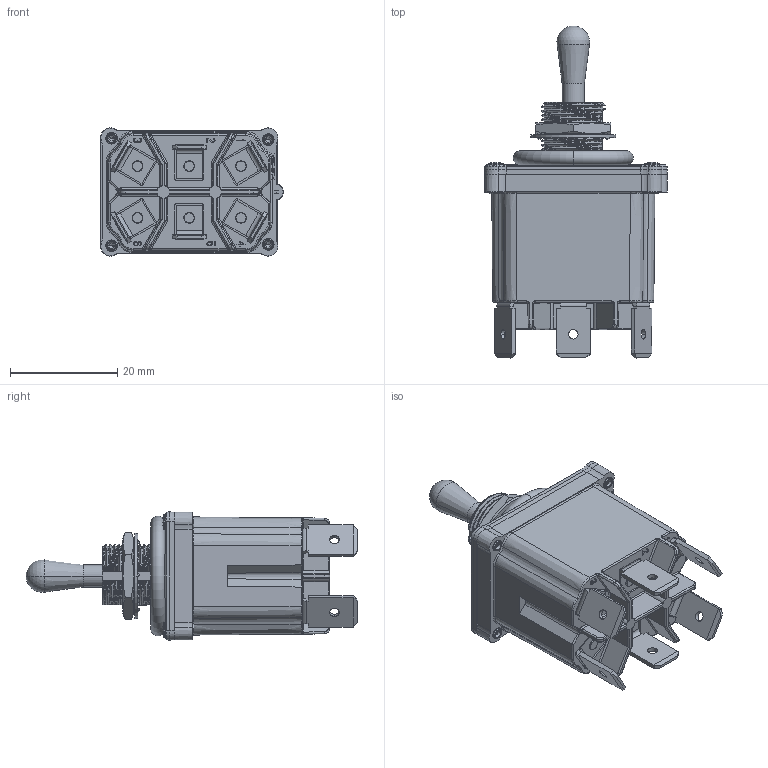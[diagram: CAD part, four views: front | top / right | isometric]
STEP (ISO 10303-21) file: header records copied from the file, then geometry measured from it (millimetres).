
FILE_DESCRIPTION((''),'2;1');
FILE_NAME('ST_SWITCH_WEBSAFE_SW2','2016-09-13T',('davidbarkus'),(''),'CREO PARAMETRIC BY PTC INC, 2015480','CREO PARAMETRIC BY PTC INC, 2015480','');
FILE_SCHEMA(('AUTOMOTIVE_DESIGN { 1 0 10303 214 1 1 1 1 }'));
Products named in the file (1): ST_SWITCH_WEBSAFE_SW2
Bounding box: 34.07 x 61.93 x 23.9 mm (x, y, z)
Volume: 19237.6 mm3; surface area: 7963.3 mm2
Topology: 1 solids, 1 shells, 1401 faces, 3792 edges, 2416 vertices
Faces by surface type: plane 716, cylinder 272, bspline 262, cone 95, torus 46, sphere 10
Entity records: 67048 total; most frequent: CARTESIAN_POINT 18990, ORIENTED_EDGE 7544, DIRECTION 5993, EDGE_CURVE 3772, VECTOR 2489, LINE 2489, VERTEX_POINT 2416, FILL_AREA_STYLE_COLOUR 2290
